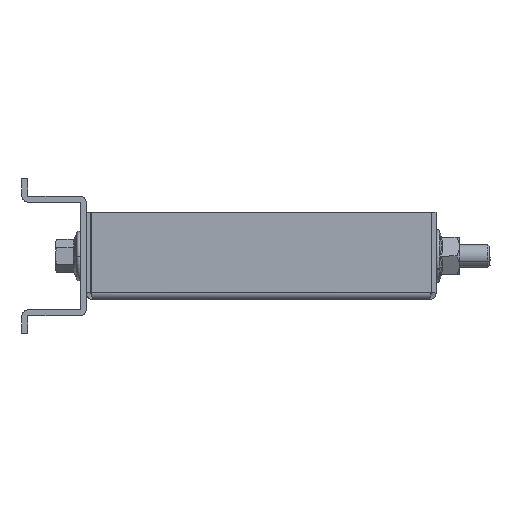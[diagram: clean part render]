
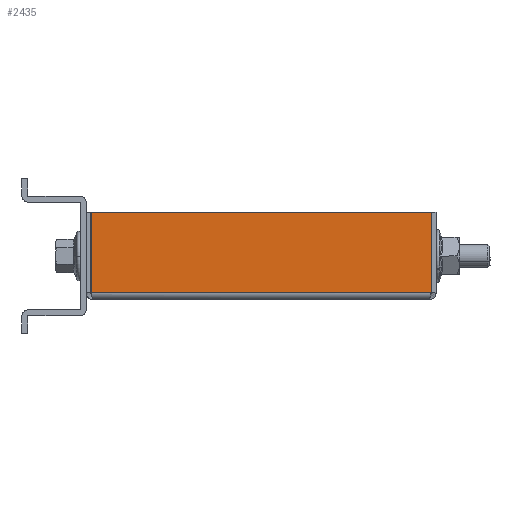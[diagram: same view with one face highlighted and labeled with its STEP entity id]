
A CAD part, left-side view. The second image highlights one B-rep face of the part: STEP entity #2435.
In plain terms, the highlighted face is planar.
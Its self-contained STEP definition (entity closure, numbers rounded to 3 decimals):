
#314 = EDGE_CURVE ( 'NONE', #5675, #3647, #1513, .T. ) ;
#416 = DIRECTION ( 'NONE',  ( -1., 0., 0. ) ) ;
#457 = PLANE ( 'NONE',  #4088 ) ;
#767 = DIRECTION ( 'NONE',  ( 0., -1., 0. ) ) ;
#915 = LINE ( 'NONE', #6015, #1053 ) ;
#945 = VECTOR ( 'NONE', #2587, 1000. ) ;
#1053 = VECTOR ( 'NONE', #416, 1000. ) ;
#1507 = VECTOR ( 'NONE', #767, 1000. ) ;
#1513 = LINE ( 'NONE', #4035, #1507 ) ;
#1705 = VERTEX_POINT ( 'NONE', #3528 ) ;
#1938 = CARTESIAN_POINT ( 'NONE',  ( 0., 2.5, -25. ) ) ;
#2412 = EDGE_CURVE ( 'NONE', #7095, #5675, #915, .T. ) ;
#2435 = ADVANCED_FACE ( 'NONE', ( #4234 ), #457, .T. ) ;
#2587 = DIRECTION ( 'NONE',  ( 0., -1., 0. ) ) ;
#2676 = ORIENTED_EDGE ( 'NONE', *, *, #4803, .T. ) ;
#2975 = DIRECTION ( 'NONE',  ( 0., 0., -1. ) ) ;
#3471 = ORIENTED_EDGE ( 'NONE', *, *, #314, .F. ) ;
#3475 = DIRECTION ( 'NONE',  ( -1., 0., 0. ) ) ;
#3528 = CARTESIAN_POINT ( 'NONE',  ( 58.32, 2.5, -25. ) ) ;
#3647 = VERTEX_POINT ( 'NONE', #6772 ) ;
#3707 = EDGE_CURVE ( 'NONE', #1705, #3647, #7622, .T. ) ;
#4035 = CARTESIAN_POINT ( 'NONE',  ( -58.32, 1.5, -25. ) ) ;
#4088 = AXIS2_PLACEMENT_3D ( 'NONE', #7299, #2975, #3475 ) ;
#4191 = EDGE_LOOP ( 'NONE', ( #3471, #7041, #2676, #5504 ) ) ;
#4234 = FACE_OUTER_BOUND ( 'NONE', #4191, .T. ) ;
#4471 = DIRECTION ( 'NONE',  ( -1., 0., 0. ) ) ;
#4803 = EDGE_CURVE ( 'NONE', #7095, #1705, #5130, .T. ) ;
#5130 = LINE ( 'NONE', #6293, #945 ) ;
#5446 = CARTESIAN_POINT ( 'NONE',  ( 58.32, 30., -25. ) ) ;
#5504 = ORIENTED_EDGE ( 'NONE', *, *, #3707, .T. ) ;
#5675 = VERTEX_POINT ( 'NONE', #6670 ) ;
#6015 = CARTESIAN_POINT ( 'NONE',  ( -60., 30., -25. ) ) ;
#6293 = CARTESIAN_POINT ( 'NONE',  ( 58.32, 0., -25. ) ) ;
#6670 = CARTESIAN_POINT ( 'NONE',  ( -58.32, 30., -25. ) ) ;
#6772 = CARTESIAN_POINT ( 'NONE',  ( -58.32, 2.5, -25. ) ) ;
#7041 = ORIENTED_EDGE ( 'NONE', *, *, #2412, .F. ) ;
#7095 = VERTEX_POINT ( 'NONE', #5446 ) ;
#7299 = CARTESIAN_POINT ( 'NONE',  ( 0., 0., -25. ) ) ;
#7622 = LINE ( 'NONE', #1938, #8210 ) ;
#8210 = VECTOR ( 'NONE', #4471, 1000. ) ;
